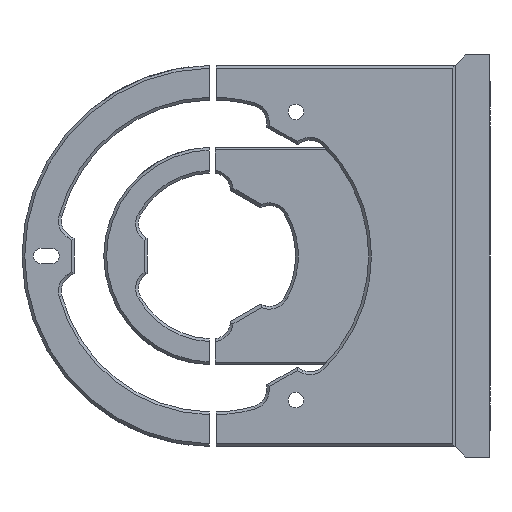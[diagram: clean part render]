
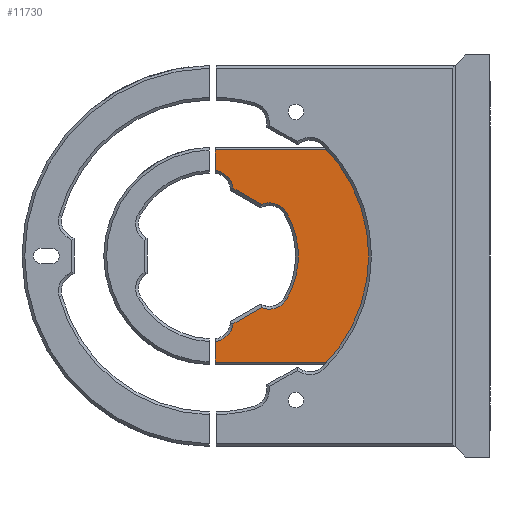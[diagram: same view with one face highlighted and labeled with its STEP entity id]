
A CAD part, left-side view. The second image highlights one B-rep face of the part: STEP entity #11730.
In plain terms, the highlighted planar face has unit normal (-1, 0, 0).
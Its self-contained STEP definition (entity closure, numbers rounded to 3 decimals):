
#28 = EDGE_LOOP ( 'NONE', ( #1468, #1469, #1470, #1471, #1472, #1473, #1474, #1475, #1476, #1477, #1478, #1479, #1480 ) ) ;
#362 = VERTEX_POINT ( 'NONE', #3475 ) ;
#363 = VERTEX_POINT ( 'NONE', #3476 ) ;
#366 = VERTEX_POINT ( 'NONE', #3479 ) ;
#370 = VERTEX_POINT ( 'NONE', #3483 ) ;
#372 = VERTEX_POINT ( 'NONE', #3485 ) ;
#374 = VERTEX_POINT ( 'NONE', #3487 ) ;
#384 = VERTEX_POINT ( 'NONE', #3497 ) ;
#385 = VERTEX_POINT ( 'NONE', #3498 ) ;
#387 = VERTEX_POINT ( 'NONE', #3500 ) ;
#395 = VERTEX_POINT ( 'NONE', #3508 ) ;
#397 = VERTEX_POINT ( 'NONE', #3510 ) ;
#400 = VERTEX_POINT ( 'NONE', #3513 ) ;
#405 = VERTEX_POINT ( 'NONE', #3518 ) ;
#1375 = EDGE_CURVE ( 'NONE', #362, #363, #7549, .T. ) ;
#1392 = EDGE_CURVE ( 'NONE', #374, #372, #7574, .T. ) ;
#1397 = EDGE_CURVE ( 'NONE', #370, #366, #7588, .T. ) ;
#1402 = EDGE_CURVE ( 'NONE', #366, #385, #7598, .T. ) ;
#1408 = EDGE_CURVE ( 'NONE', #384, #387, #7600, .T. ) ;
#1416 = EDGE_CURVE ( 'NONE', #385, #384, #7611, .T. ) ;
#1433 = EDGE_CURVE ( 'NONE', #363, #370, #7646, .T. ) ;
#1434 = EDGE_CURVE ( 'NONE', #400, #397, #7647, .T. ) ;
#1435 = EDGE_CURVE ( 'NONE', #397, #362, #7648, .T. ) ;
#1436 = EDGE_CURVE ( 'NONE', #395, #387, #7649, .T. ) ;
#1437 = EDGE_CURVE ( 'NONE', #395, #405, #7642, .T. ) ;
#1438 = EDGE_CURVE ( 'NONE', #405, #374, #7653, .T. ) ;
#1439 = EDGE_CURVE ( 'NONE', #400, #372, #7655, .T. ) ;
#1468 = ORIENTED_EDGE ( 'NONE', *, *, #1434, .T. ) ;
#1469 = ORIENTED_EDGE ( 'NONE', *, *, #1435, .T. ) ;
#1470 = ORIENTED_EDGE ( 'NONE', *, *, #1375, .T. ) ;
#1471 = ORIENTED_EDGE ( 'NONE', *, *, #1433, .T. ) ;
#1472 = ORIENTED_EDGE ( 'NONE', *, *, #1397, .T. ) ;
#1473 = ORIENTED_EDGE ( 'NONE', *, *, #1402, .T. ) ;
#1474 = ORIENTED_EDGE ( 'NONE', *, *, #1416, .T. ) ;
#1475 = ORIENTED_EDGE ( 'NONE', *, *, #1408, .T. ) ;
#1476 = ORIENTED_EDGE ( 'NONE', *, *, #1436, .F. ) ;
#1477 = ORIENTED_EDGE ( 'NONE', *, *, #1437, .T. ) ;
#1478 = ORIENTED_EDGE ( 'NONE', *, *, #1438, .T. ) ;
#1479 = ORIENTED_EDGE ( 'NONE', *, *, #1392, .T. ) ;
#1480 = ORIENTED_EDGE ( 'NONE', *, *, #1439, .F. ) ;
#3475 = CARTESIAN_POINT ( 'NONE',  ( 96.396, -5.743, -64.539 ) ) ;
#3476 = CARTESIAN_POINT ( 'NONE',  ( 96.396, -8.017, -64.075 ) ) ;
#3479 = CARTESIAN_POINT ( 'NONE',  ( 96.396, -13.025, -91.87 ) ) ;
#3483 = CARTESIAN_POINT ( 'NONE',  ( 96.396, -13.025, -66.949 ) ) ;
#3485 = CARTESIAN_POINT ( 'NONE',  ( 96.396, 7.551, -48.809 ) ) ;
#3487 = CARTESIAN_POINT ( 'NONE',  ( 96.396, -60.899, -48.809 ) ) ;
#3497 = CARTESIAN_POINT ( 'NONE',  ( 96.396, 2.445, -99.007 ) ) ;
#3498 = CARTESIAN_POINT ( 'NONE',  ( 96.396, -5.743, -94.28 ) ) ;
#3500 = CARTESIAN_POINT ( 'NONE',  ( 96.396, 7.551, -104.072 ) ) ;
#3508 = CARTESIAN_POINT ( 'NONE',  ( 96.396, 7.551, -110.009 ) ) ;
#3510 = CARTESIAN_POINT ( 'NONE',  ( 96.396, 2.445, -59.812 ) ) ;
#3513 = CARTESIAN_POINT ( 'NONE',  ( 96.396, 7.551, -54.746 ) ) ;
#3518 = CARTESIAN_POINT ( 'NONE',  ( 96.396, -60.899, -110.009 ) ) ;
#7326 = AXIS2_PLACEMENT_3D ( 'NONE', #8071, #8072, #8073 ) ;
#7328 = AXIS2_PLACEMENT_3D ( 'NONE', #8118, #8119, #8120 ) ;
#7330 = AXIS2_PLACEMENT_3D ( 'NONE', #8131, #8132, #8133 ) ;
#7334 = AXIS2_PLACEMENT_3D ( 'NONE', #8150, #8151, #8152 ) ;
#7339 = AXIS2_PLACEMENT_3D ( 'NONE', #8207, #8208, #8209 ) ;
#7340 = AXIS2_PLACEMENT_3D ( 'NONE', #8212, #8213, #8214 ) ;
#7549 = CIRCLE ( 'NONE', #7326, 5.8 ) ;
#7574 = LINE ( 'NONE', #8100, #7583 ) ;
#7583 = VECTOR ( 'NONE', #8109, 1000. ) ;
#7588 = CIRCLE ( 'NONE', #7328, 24.7 ) ;
#7598 = CIRCLE ( 'NONE', #7330, 5.8 ) ;
#7600 = CIRCLE ( 'NONE', #7334, 5.8 ) ;
#7611 = LINE ( 'NONE', #8158, #7618 ) ;
#7618 = VECTOR ( 'NONE', #8170, 1000. ) ;
#7642 = LINE ( 'NONE', #8211, #7654 ) ;
#7646 = CIRCLE ( 'NONE', #7339, 5.8 ) ;
#7647 = CIRCLE ( 'NONE', #7340, 5.8 ) ;
#7648 = LINE ( 'NONE', #8205, #7650 ) ;
#7649 = LINE ( 'NONE', #8215, #7652 ) ;
#7650 = VECTOR ( 'NONE', #8206, 1000. ) ;
#7652 = VECTOR ( 'NONE', #8217, 1000. ) ;
#7653 = LINE ( 'NONE', #8219, #7656 ) ;
#7654 = VECTOR ( 'NONE', #8218, 1000. ) ;
#7655 = LINE ( 'NONE', #8221, #7658 ) ;
#7656 = VECTOR ( 'NONE', #8220, 1000. ) ;
#7658 = VECTOR ( 'NONE', #8222, 1000. ) ;
#8071 = CARTESIAN_POINT ( 'NONE',  ( 96.396, -8.017, -69.875 ) ) ;
#8072 = DIRECTION ( 'NONE',  ( 1., 0., 0. ) ) ;
#8073 = DIRECTION ( 'NONE',  ( 0., 0., -1. ) ) ;
#8100 = CARTESIAN_POINT ( 'NONE',  ( 96.396, 8.301, -48.809 ) ) ;
#8109 = DIRECTION ( 'NONE',  ( 0., 1., 0. ) ) ;
#8118 = CARTESIAN_POINT ( 'NONE',  ( 96.396, 8.301, -79.409 ) ) ;
#8119 = DIRECTION ( 'NONE',  ( 1., 0., 0. ) ) ;
#8120 = DIRECTION ( 'NONE',  ( 0., 0., -1. ) ) ;
#8131 = CARTESIAN_POINT ( 'NONE',  ( 96.396, -8.017, -88.944 ) ) ;
#8132 = DIRECTION ( 'NONE',  ( 1., 0., 0. ) ) ;
#8133 = DIRECTION ( 'NONE',  ( 0., 0., -1. ) ) ;
#8150 = CARTESIAN_POINT ( 'NONE',  ( 96.396, 8.203, -98.309 ) ) ;
#8151 = DIRECTION ( 'NONE',  ( 1., 0., 0. ) ) ;
#8152 = DIRECTION ( 'NONE',  ( 0., 0., -1. ) ) ;
#8158 = CARTESIAN_POINT ( 'NONE',  ( 96.396, 1.836, -98.655 ) ) ;
#8170 = DIRECTION ( 'NONE',  ( 0., 0.866, -0.5 ) ) ;
#8205 = CARTESIAN_POINT ( 'NONE',  ( 96.396, -5.133, -64.187 ) ) ;
#8206 = DIRECTION ( 'NONE',  ( 0., -0.866, -0.5 ) ) ;
#8207 = CARTESIAN_POINT ( 'NONE',  ( 96.396, -8.017, -69.875 ) ) ;
#8208 = DIRECTION ( 'NONE',  ( 1., 0., 0. ) ) ;
#8209 = DIRECTION ( 'NONE',  ( 0., 0., -1. ) ) ;
#8211 = CARTESIAN_POINT ( 'NONE',  ( 96.396, 8.301, -110.009 ) ) ;
#8212 = CARTESIAN_POINT ( 'NONE',  ( 96.396, 8.203, -60.51 ) ) ;
#8213 = DIRECTION ( 'NONE',  ( 1., 0., 0. ) ) ;
#8214 = DIRECTION ( 'NONE',  ( 0., 0., -1. ) ) ;
#8215 = CARTESIAN_POINT ( 'NONE',  ( 96.396, 7.551, -13.505 ) ) ;
#8217 = DIRECTION ( 'NONE',  ( 0., 0., 1. ) ) ;
#8218 = DIRECTION ( 'NONE',  ( 0., -1., 0. ) ) ;
#8219 = CARTESIAN_POINT ( 'NONE',  ( 96.396, -60.899, -48.009 ) ) ;
#8220 = DIRECTION ( 'NONE',  ( 0., 0., 1. ) ) ;
#8221 = CARTESIAN_POINT ( 'NONE',  ( 96.396, 7.551, -13.505 ) ) ;
#8222 = DIRECTION ( 'NONE',  ( 0., 0., 1. ) ) ;
#10417 = PLANE ( 'NONE',  #10834 ) ;
#10425 = CARTESIAN_POINT ( 'NONE',  ( 96.396, 8.301, -79.409 ) ) ;
#10426 = DIRECTION ( 'NONE',  ( 1., 0., 0. ) ) ;
#10427 = DIRECTION ( 'NONE',  ( 0., 0., -1. ) ) ;
#10834 = AXIS2_PLACEMENT_3D ( 'NONE', #10425, #10426, #10427 ) ;
#10923 = FACE_OUTER_BOUND ( 'NONE', #28, .T. ) ;
#11730 = ADVANCED_FACE ( 'NONE', ( #10923 ), #10417, .F. ) ;
